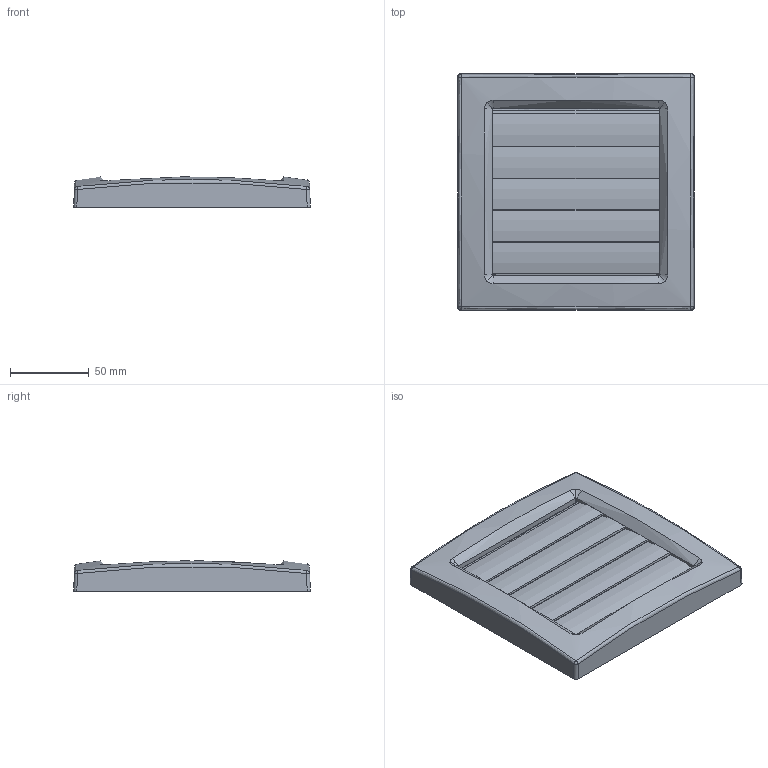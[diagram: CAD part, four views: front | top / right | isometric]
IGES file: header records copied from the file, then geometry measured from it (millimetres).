
Global section: file name: AP-100-geschlossen; native system: AutoCAD 2018 - Deutsch (German); preprocessor: Autodesk Translation Framework DWG producer (atf_dwg_producer); organization: unknown; date: 20181207.145132; units: millimetre
Bounding box: 150 x 150 x 19.15 mm (x, y, z)
Volume: 54073.5 mm3; surface area: 85001.5 mm2
Topology: 1 solids, 1 shells, 640 faces, 1722 edges, 1083 vertices
Faces by surface type: bspline 640
